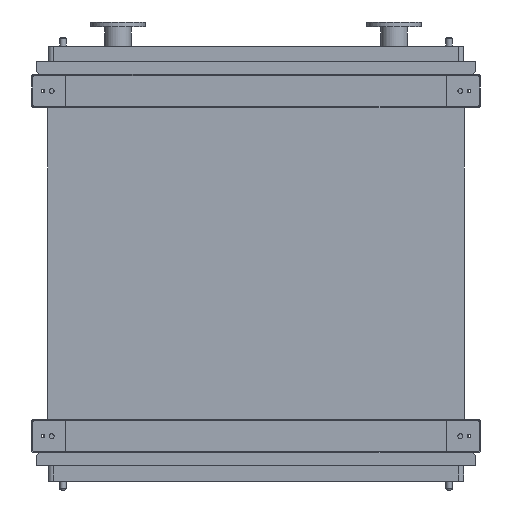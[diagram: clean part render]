
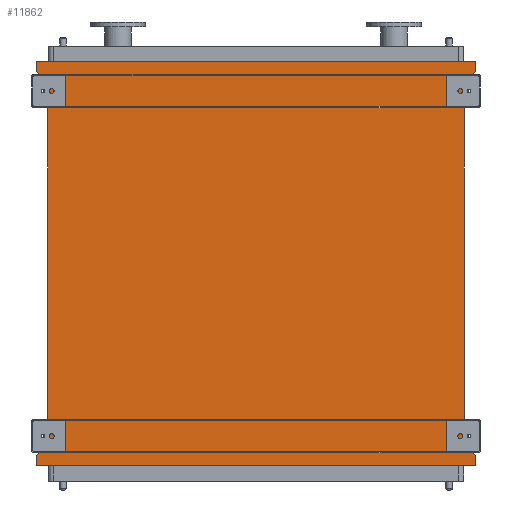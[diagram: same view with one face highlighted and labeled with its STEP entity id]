
A CAD part, front view. The second image highlights one B-rep face of the part: STEP entity #11862.
In plain terms, the highlighted planar face has unit normal (0, -1, 0).
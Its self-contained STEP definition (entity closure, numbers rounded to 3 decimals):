
#459 = ORIENTED_EDGE ( 'NONE', *, *, #22425, .F. ) ;
#728 = VECTOR ( 'NONE', #5431, 1000. ) ;
#1166 = VERTEX_POINT ( 'NONE', #4800 ) ;
#1346 = EDGE_CURVE ( 'NONE', #10137, #1166, #12766, .T. ) ;
#1371 = DIRECTION ( 'NONE',  ( -0.655, 0., 0.755 ) ) ;
#1620 = VERTEX_POINT ( 'NONE', #18785 ) ;
#1688 = CARTESIAN_POINT ( 'NONE',  ( -891., 0., 53. ) ) ;
#1912 = DIRECTION ( 'NONE',  ( 0., 0., -1. ) ) ;
#2073 = VERTEX_POINT ( 'NONE', #5011 ) ;
#2154 = ORIENTED_EDGE ( 'NONE', *, *, #5165, .F. ) ;
#3269 = DIRECTION ( 'NONE',  ( 0.655, 0., -0.755 ) ) ;
#3416 = DIRECTION ( 'NONE',  ( -0.655, 0., -0.755 ) ) ;
#3844 = VECTOR ( 'NONE', #6199, 1000. ) ;
#4098 = LINE ( 'NONE', #21091, #14230 ) ;
#4282 = ORIENTED_EDGE ( 'NONE', *, *, #8612, .F. ) ;
#4800 = CARTESIAN_POINT ( 'NONE',  ( 891., 0., -1503. ) ) ;
#4807 = VECTOR ( 'NONE', #7518, 1000. ) ;
#5011 = CARTESIAN_POINT ( 'NONE',  ( -891., 0., -1503. ) ) ;
#5142 = CARTESIAN_POINT ( 'NONE',  ( -891., 0., 95. ) ) ;
#5165 = EDGE_CURVE ( 'NONE', #1166, #20458, #14790, .T. ) ;
#5288 = VECTOR ( 'NONE', #1912, 1000. ) ;
#5431 = DIRECTION ( 'NONE',  ( 0., 0., 1. ) ) ;
#5572 = VERTEX_POINT ( 'NONE', #16670 ) ;
#5985 = EDGE_CURVE ( 'NONE', #7362, #16043, #18086, .T. ) ;
#6199 = DIRECTION ( 'NONE',  ( 0., 0., 1. ) ) ;
#6381 = LINE ( 'NONE', #18467, #728 ) ;
#7362 = VERTEX_POINT ( 'NONE', #1688 ) ;
#7426 = CARTESIAN_POINT ( 'NONE',  ( -845., 0., 0. ) ) ;
#7456 = DIRECTION ( 'NONE',  ( 0., 0., 1. ) ) ;
#7487 = EDGE_CURVE ( 'NONE', #5572, #13150, #6381, .T. ) ;
#7518 = DIRECTION ( 'NONE',  ( 0., 0., -1. ) ) ;
#7576 = VECTOR ( 'NONE', #9317, 1000. ) ;
#7629 = VECTOR ( 'NONE', #3269, 1000. ) ;
#7807 = LINE ( 'NONE', #9120, #22337 ) ;
#7934 = ORIENTED_EDGE ( 'NONE', *, *, #1346, .F. ) ;
#8297 = DIRECTION ( 'NONE',  ( -1., 0., 0. ) ) ;
#8460 = VECTOR ( 'NONE', #19479, 1000. ) ;
#8612 = EDGE_CURVE ( 'NONE', #21503, #1620, #19067, .T. ) ;
#8687 = VERTEX_POINT ( 'NONE', #11602 ) ;
#8882 = PLANE ( 'NONE',  #11440 ) ;
#8972 = DIRECTION ( 'NONE',  ( 0., -1., 0. ) ) ;
#9120 = CARTESIAN_POINT ( 'NONE',  ( -845., 0., 0. ) ) ;
#9286 = CARTESIAN_POINT ( 'NONE',  ( 891., 0., 53. ) ) ;
#9317 = DIRECTION ( 'NONE',  ( 0., 0., 1. ) ) ;
#9373 = VECTOR ( 'NONE', #21783, 1000. ) ;
#10066 = ORIENTED_EDGE ( 'NONE', *, *, #5985, .F. ) ;
#10137 = VERTEX_POINT ( 'NONE', #14480 ) ;
#10469 = CARTESIAN_POINT ( 'NONE',  ( -891., 0., -1503. ) ) ;
#10718 = VECTOR ( 'NONE', #3416, 1000. ) ;
#11440 = AXIS2_PLACEMENT_3D ( 'NONE', #23326, #8972, #21704 ) ;
#11602 = CARTESIAN_POINT ( 'NONE',  ( 845., 0., 0. ) ) ;
#11699 = EDGE_CURVE ( 'NONE', #20458, #22030, #4098, .T. ) ;
#11832 = EDGE_LOOP ( 'NONE', ( #13851, #18591, #4282, #23755, #10066, #459, #15507, #20837, #16645, #21391, #2154, #7934 ) ) ;
#11862 = ADVANCED_FACE ( 'NONE', ( #19250 ), #8882, .T. ) ;
#11905 = CARTESIAN_POINT ( 'NONE',  ( 891., 0., -1545. ) ) ;
#12715 = LINE ( 'NONE', #14831, #7576 ) ;
#12766 = LINE ( 'NONE', #21772, #7629 ) ;
#13150 = VERTEX_POINT ( 'NONE', #7426 ) ;
#13422 = CARTESIAN_POINT ( 'NONE',  ( 891., 0., -1503. ) ) ;
#13679 = EDGE_CURVE ( 'NONE', #1620, #8687, #20297, .T. ) ;
#13851 = ORIENTED_EDGE ( 'NONE', *, *, #23160, .T. ) ;
#13884 = VECTOR ( 'NONE', #7456, 1000. ) ;
#14230 = VECTOR ( 'NONE', #8297, 1000. ) ;
#14325 = LINE ( 'NONE', #5142, #9373 ) ;
#14480 = CARTESIAN_POINT ( 'NONE',  ( 845., 0., -1450. ) ) ;
#14503 = CARTESIAN_POINT ( 'NONE',  ( -891., 0., 95. ) ) ;
#14790 = LINE ( 'NONE', #13422, #5288 ) ;
#14831 = CARTESIAN_POINT ( 'NONE',  ( -891., 0., -1545. ) ) ;
#15507 = ORIENTED_EDGE ( 'NONE', *, *, #7487, .F. ) ;
#16043 = VERTEX_POINT ( 'NONE', #14503 ) ;
#16645 = ORIENTED_EDGE ( 'NONE', *, *, #17707, .F. ) ;
#16670 = CARTESIAN_POINT ( 'NONE',  ( -845., 0., -1450. ) ) ;
#16801 = CARTESIAN_POINT ( 'NONE',  ( -891., 0., 53. ) ) ;
#17707 = EDGE_CURVE ( 'NONE', #22030, #2073, #12715, .T. ) ;
#18086 = LINE ( 'NONE', #16801, #13884 ) ;
#18192 = LINE ( 'NONE', #19163, #3844 ) ;
#18467 = CARTESIAN_POINT ( 'NONE',  ( -845., 0., -1450. ) ) ;
#18577 = CARTESIAN_POINT ( 'NONE',  ( 891., 0., 95. ) ) ;
#18591 = ORIENTED_EDGE ( 'NONE', *, *, #13679, .F. ) ;
#18785 = CARTESIAN_POINT ( 'NONE',  ( 891., 0., 53. ) ) ;
#18884 = EDGE_CURVE ( 'NONE', #2073, #5572, #23444, .T. ) ;
#19067 = LINE ( 'NONE', #18577, #4807 ) ;
#19163 = CARTESIAN_POINT ( 'NONE',  ( 845., 0., -1450. ) ) ;
#19250 = FACE_OUTER_BOUND ( 'NONE', #11832, .T. ) ;
#19260 = EDGE_CURVE ( 'NONE', #16043, #21503, #14325, .T. ) ;
#19479 = DIRECTION ( 'NONE',  ( 0.655, 0., 0.755 ) ) ;
#20297 = LINE ( 'NONE', #9286, #10718 ) ;
#20458 = VERTEX_POINT ( 'NONE', #11905 ) ;
#20837 = ORIENTED_EDGE ( 'NONE', *, *, #18884, .F. ) ;
#21069 = CARTESIAN_POINT ( 'NONE',  ( -891., 0., -1545. ) ) ;
#21091 = CARTESIAN_POINT ( 'NONE',  ( 891., 0., -1545. ) ) ;
#21391 = ORIENTED_EDGE ( 'NONE', *, *, #11699, .F. ) ;
#21503 = VERTEX_POINT ( 'NONE', #21639 ) ;
#21639 = CARTESIAN_POINT ( 'NONE',  ( 891., 0., 95. ) ) ;
#21704 = DIRECTION ( 'NONE',  ( 0., 0., -1. ) ) ;
#21772 = CARTESIAN_POINT ( 'NONE',  ( 845., 0., -1450. ) ) ;
#21783 = DIRECTION ( 'NONE',  ( 1., 0., 0. ) ) ;
#22030 = VERTEX_POINT ( 'NONE', #21069 ) ;
#22337 = VECTOR ( 'NONE', #1371, 1000. ) ;
#22425 = EDGE_CURVE ( 'NONE', #13150, #7362, #7807, .T. ) ;
#23160 = EDGE_CURVE ( 'NONE', #10137, #8687, #18192, .T. ) ;
#23326 = CARTESIAN_POINT ( 'NONE',  ( -845., 0., -1450. ) ) ;
#23444 = LINE ( 'NONE', #10469, #8460 ) ;
#23755 = ORIENTED_EDGE ( 'NONE', *, *, #19260, .F. ) ;
